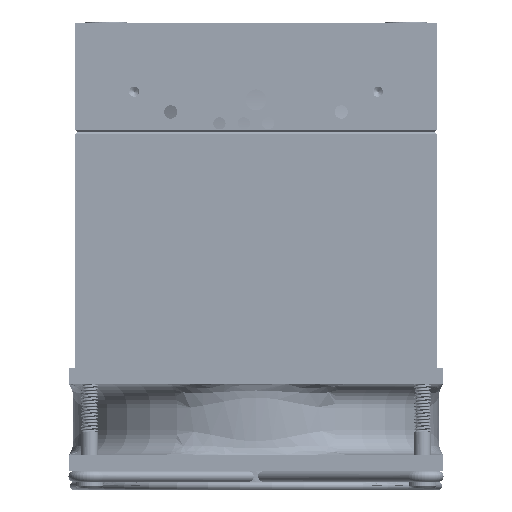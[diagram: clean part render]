
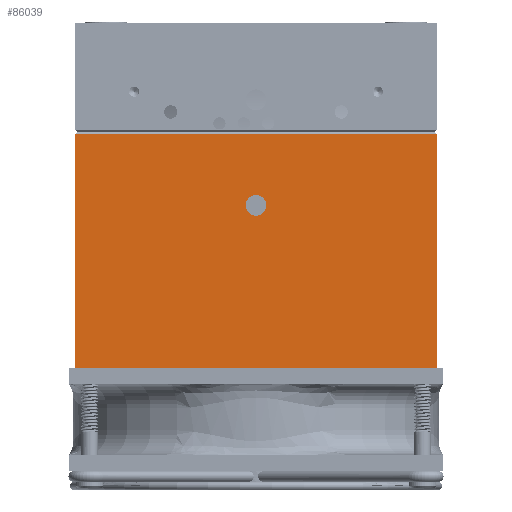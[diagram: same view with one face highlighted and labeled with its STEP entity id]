
A CAD part, left-side view. The second image highlights one B-rep face of the part: STEP entity #86039.
In plain terms, the highlighted planar face has unit normal (-1, 0, 0).
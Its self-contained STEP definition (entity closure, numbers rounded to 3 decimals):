
#2067 = FACE_OUTER_BOUND ( 'NONE', #36387, .T. ) ;
#2486 = VERTEX_POINT ( 'NONE', #73402 ) ;
#5195 = CARTESIAN_POINT ( 'NONE',  ( -47.381, -26.753, 140.635 ) ) ;
#6021 = EDGE_LOOP ( 'NONE', ( #143279, #64073 ) ) ;
#6360 = CARTESIAN_POINT ( 'NONE',  ( -47.381, 62.247, 87.635 ) ) ;
#6388 = PLANE ( 'NONE',  #14137 ) ;
#12051 = VECTOR ( 'NONE', #33467, 1000. ) ;
#12152 = EDGE_CURVE ( 'NONE', #56320, #107960, #138693, .T. ) ;
#12382 = CARTESIAN_POINT ( 'NONE',  ( -47.381, 17.747, 127.635 ) ) ;
#14137 = AXIS2_PLACEMENT_3D ( 'NONE', #140280, #73904, #85079 ) ;
#15861 = LINE ( 'NONE', #44022, #126482 ) ;
#18993 = LINE ( 'NONE', #43644, #12051 ) ;
#21331 = DIRECTION ( 'NONE',  ( 0., 1., 0. ) ) ;
#23193 = ORIENTED_EDGE ( 'NONE', *, *, #12152, .T. ) ;
#30924 = VECTOR ( 'NONE', #117315, 1000. ) ;
#31435 = CARTESIAN_POINT ( 'NONE',  ( -47.381, 62.247, 145.135 ) ) ;
#33467 = DIRECTION ( 'NONE',  ( 0., 0., 1. ) ) ;
#36387 = EDGE_LOOP ( 'NONE', ( #117783, #23193, #66011, #55302 ) ) ;
#43644 = CARTESIAN_POINT ( 'NONE',  ( -47.381, 62.247, 140.635 ) ) ;
#44022 = CARTESIAN_POINT ( 'NONE',  ( -47.381, 62.247, 87.635 ) ) ;
#50063 = CARTESIAN_POINT ( 'NONE',  ( -47.381, -26.753, 87.635 ) ) ;
#51585 = VERTEX_POINT ( 'NONE', #122842 ) ;
#52213 = AXIS2_PLACEMENT_3D ( 'NONE', #12382, #57207, #122564 ) ;
#55302 = ORIENTED_EDGE ( 'NONE', *, *, #128970, .F. ) ;
#56320 = VERTEX_POINT ( 'NONE', #122730 ) ;
#56975 = DIRECTION ( 'NONE',  ( 0., 0., 1. ) ) ;
#57207 = DIRECTION ( 'NONE',  ( -1., 0., 0. ) ) ;
#57211 = VECTOR ( 'NONE', #63330, 1000. ) ;
#60775 = VERTEX_POINT ( 'NONE', #6360 ) ;
#63330 = DIRECTION ( 'NONE',  ( 0., 1., 0. ) ) ;
#64073 = ORIENTED_EDGE ( 'NONE', *, *, #135058, .F. ) ;
#66011 = ORIENTED_EDGE ( 'NONE', *, *, #143379, .F. ) ;
#69974 = EDGE_CURVE ( 'NONE', #138844, #56320, #138285, .T. ) ;
#73402 = CARTESIAN_POINT ( 'NONE',  ( -47.381, 17.747, 125.082 ) ) ;
#73904 = DIRECTION ( 'NONE',  ( -1., 0., 0. ) ) ;
#76718 = CARTESIAN_POINT ( 'NONE',  ( -47.381, 62.247, 145.135 ) ) ;
#79264 = DIRECTION ( 'NONE',  ( -1., 0., 0. ) ) ;
#79788 = FACE_BOUND ( 'NONE', #6021, .T. ) ;
#85079 = DIRECTION ( 'NONE',  ( 0., -1., 0. ) ) ;
#85811 = AXIS2_PLACEMENT_3D ( 'NONE', #123279, #79264, #56975 ) ;
#86039 = ADVANCED_FACE ( 'NONE', ( #79788, #2067 ), #6388, .T. ) ;
#107363 = CIRCLE ( 'NONE', #52213, 2.553 ) ;
#107960 = VERTEX_POINT ( 'NONE', #76718 ) ;
#108594 = CIRCLE ( 'NONE', #85811, 2.553 ) ;
#109474 = EDGE_CURVE ( 'NONE', #51585, #2486, #107363, .T. ) ;
#117315 = DIRECTION ( 'NONE',  ( 0., 0., 1. ) ) ;
#117783 = ORIENTED_EDGE ( 'NONE', *, *, #69974, .T. ) ;
#122564 = DIRECTION ( 'NONE',  ( 0., 0., 1. ) ) ;
#122730 = CARTESIAN_POINT ( 'NONE',  ( -47.381, -26.753, 145.135 ) ) ;
#122842 = CARTESIAN_POINT ( 'NONE',  ( -47.381, 17.747, 130.188 ) ) ;
#123279 = CARTESIAN_POINT ( 'NONE',  ( -47.381, 17.747, 127.635 ) ) ;
#126482 = VECTOR ( 'NONE', #21331, 1000. ) ;
#128970 = EDGE_CURVE ( 'NONE', #138844, #60775, #15861, .T. ) ;
#135058 = EDGE_CURVE ( 'NONE', #2486, #51585, #108594, .T. ) ;
#138285 = LINE ( 'NONE', #5195, #30924 ) ;
#138693 = LINE ( 'NONE', #31435, #57211 ) ;
#138844 = VERTEX_POINT ( 'NONE', #50063 ) ;
#140280 = CARTESIAN_POINT ( 'NONE',  ( -47.381, 62.247, 140.635 ) ) ;
#143279 = ORIENTED_EDGE ( 'NONE', *, *, #109474, .F. ) ;
#143379 = EDGE_CURVE ( 'NONE', #60775, #107960, #18993, .T. ) ;
